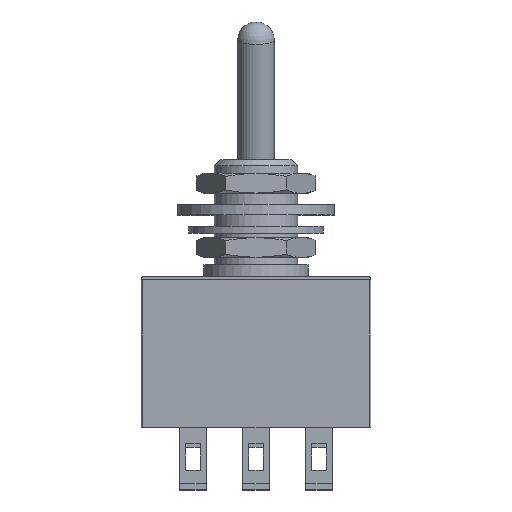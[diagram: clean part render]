
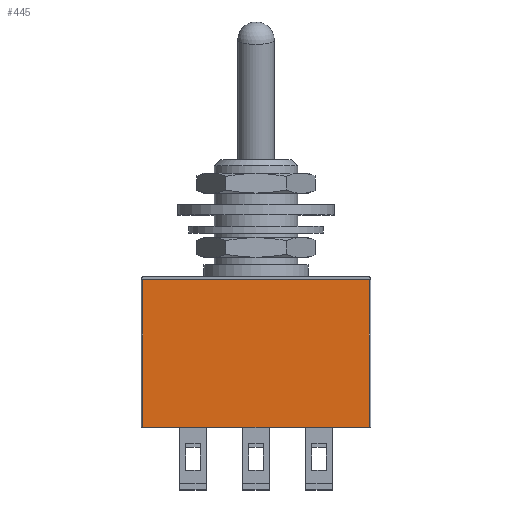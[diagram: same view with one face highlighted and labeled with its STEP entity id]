
A CAD part, top view. The second image highlights one B-rep face of the part: STEP entity #445.
In plain terms, the highlighted planar face has unit normal (0, 0, 1).
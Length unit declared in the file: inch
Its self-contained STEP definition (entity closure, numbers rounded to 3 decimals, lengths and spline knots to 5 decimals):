
#445 = ADVANCED_FACE( '', ( #809 ), #810, .T. );
#809 = FACE_OUTER_BOUND( '', #1483, .T. );
#810 = PLANE( '', #1484 );
#1483 = EDGE_LOOP( '', ( #2460, #2461, #2462, #2463 ) );
#1484 = AXIS2_PLACEMENT_3D( '', #2464, #2465, #2466 );
#2460 = ORIENTED_EDGE( '', *, *, #4716, .F. );
#2461 = ORIENTED_EDGE( '', *, *, #4773, .F. );
#2462 = ORIENTED_EDGE( '', *, *, #4711, .T. );
#2463 = ORIENTED_EDGE( '', *, *, #4772, .T. );
#2464 = CARTESIAN_POINT( '', ( -0.33938, -0.453, 0.256 ) );
#2465 = DIRECTION( '', ( 0., 0., 1. ) );
#2466 = DIRECTION( '', ( 1., 0., 0. ) );
#4711 = EDGE_CURVE( '', #5610, #5608, #5611, .T. );
#4716 = EDGE_CURVE( '', #5617, #5619, #5620, .T. );
#4772 = EDGE_CURVE( '', #5608, #5619, #5703, .T. );
#4773 = EDGE_CURVE( '', #5610, #5617, #5704, .T. );
#5608 = VERTEX_POINT( '', #7045 );
#5610 = VERTEX_POINT( '', #7047 );
#5611 = LINE( '', #7048, #7049 );
#5617 = VERTEX_POINT( '', #7057 );
#5619 = VERTEX_POINT( '', #7059 );
#5620 = LINE( '', #7060, #7061 );
#5703 = LINE( '', #7196, #7197 );
#5704 = LINE( '', #7198, #7199 );
#7045 = CARTESIAN_POINT( '', ( 0.33938, -0.453, 0.256 ) );
#7047 = CARTESIAN_POINT( '', ( -0.33938, -0.453, 0.256 ) );
#7048 = CARTESIAN_POINT( '', ( -0.33938, -0.453, 0.256 ) );
#7049 = VECTOR( '', #9003, 39.37008 );
#7057 = CARTESIAN_POINT( '', ( -0.33938, -0.01, 0.256 ) );
#7059 = CARTESIAN_POINT( '', ( 0.33938, -0.01, 0.256 ) );
#7060 = CARTESIAN_POINT( '', ( -0.33938, -0.01, 0.256 ) );
#7061 = VECTOR( '', #9012, 39.37008 );
#7196 = CARTESIAN_POINT( '', ( 0.33938, -0.453, 0.256 ) );
#7197 = VECTOR( '', #9074, 39.37008 );
#7198 = CARTESIAN_POINT( '', ( -0.33938, -0.453, 0.256 ) );
#7199 = VECTOR( '', #9075, 39.37008 );
#9003 = DIRECTION( '', ( 1., 0., 0. ) );
#9012 = DIRECTION( '', ( 1., 0., 0. ) );
#9074 = DIRECTION( '', ( 0., 1., 0. ) );
#9075 = DIRECTION( '', ( 0., 1., 0. ) );
